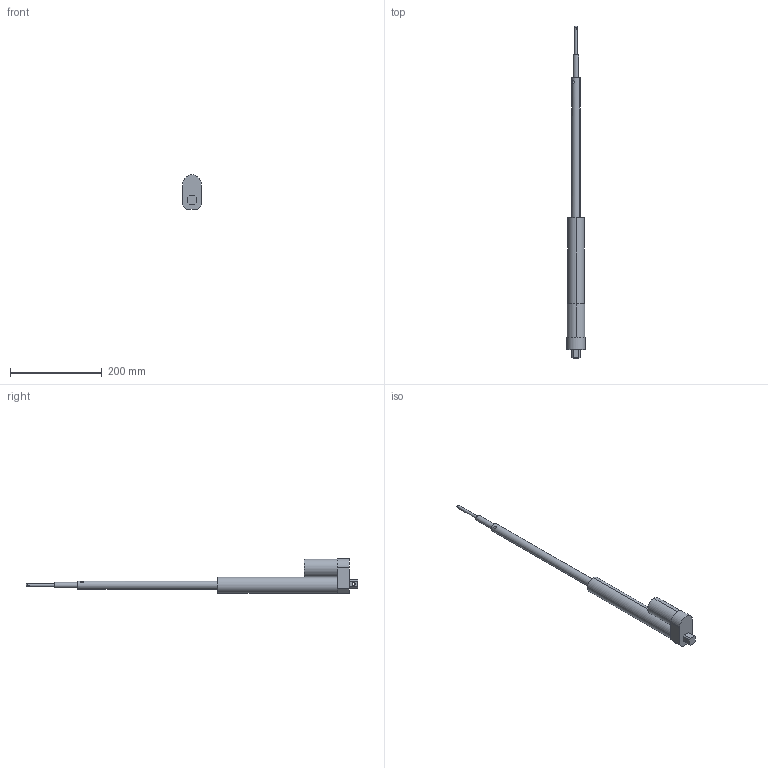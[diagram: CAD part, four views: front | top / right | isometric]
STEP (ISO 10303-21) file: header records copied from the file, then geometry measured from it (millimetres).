
FILE_DESCRIPTION (( 'STEP AP203' ), '1' );
FILE_NAME ('Assem1.STEP', '2018-12-11T19:53:45', ( '' ), ( '' ), 'SwSTEP 2.0', 'SolidWorks 2016', '' );
FILE_SCHEMA (( 'CONFIG_CONTROL_DESIGN' ));
Length unit declared in the file: millimetre
Products named in the file (3): linear; linear motor; Assem1
Assembly tree (2 placements, depth 2):
  Assem1
    linear
    linear motor
Bounding box: 40 x 722.72 x 75 mm (x, y, z)
Volume: 455763.1 mm3; surface area: 80977.2 mm2
Topology: 2 solids, 2 shells, 42 faces, 105 edges, 68 vertices
Faces by surface type: plane 22, cylinder 19, sphere 1
Entity records: 1762 total; most frequent: CARTESIAN_POINT 446, DIRECTION 215, ORIENTED_EDGE 206, EDGE_CURVE 103, AXIS2_PLACEMENT_3D 77, VERTEX_POINT 68, LINE 61, VECTOR 61
